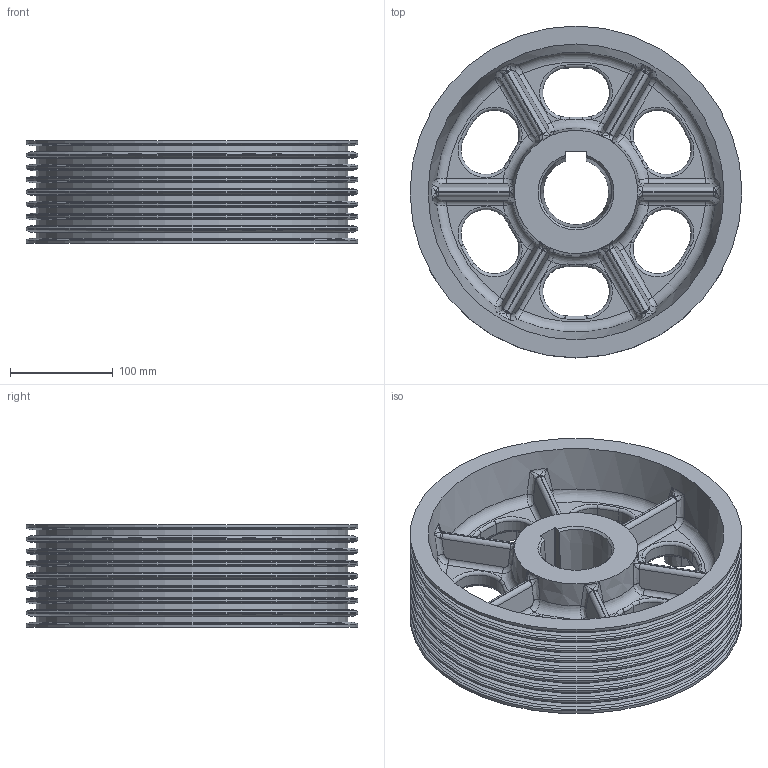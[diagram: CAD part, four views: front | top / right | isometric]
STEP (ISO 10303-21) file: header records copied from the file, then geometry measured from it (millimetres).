
FILE_DESCRIPTION (( 'STEP AP203' ), '1' );
FILE_NAME ('kvsh8.STEP', '2022-11-01T12:33:15', ( '' ), ( '' ), '', '', '' );
FILE_SCHEMA (( 'CONFIG_CONTROL_DESIGN' ));
Length unit declared in the file: millimetre
Products named in the file (1): kvsh8
Bounding box: 323 x 323 x 100 mm (x, y, z)
Volume: 2808064.2 mm3; surface area: 487169.9 mm2
Topology: 1 solids, 1 shells, 442 faces, 1046 edges, 589 vertices
Faces by surface type: bspline 144, torus 117, cylinder 87, plane 60, cone 34
Full cylindrical faces by diameter (mm): 10.25 x8, 303 x8, 323 x9
Entity records: 18655 total; most frequent: CARTESIAN_POINT 9801, ORIENTED_EDGE 1868, DIRECTION 1724, EDGE_CURVE 934, AXIS2_PLACEMENT_3D 797, VERTEX_POINT 578, EDGE_LOOP 540, FACE_OUTER_BOUND 500
